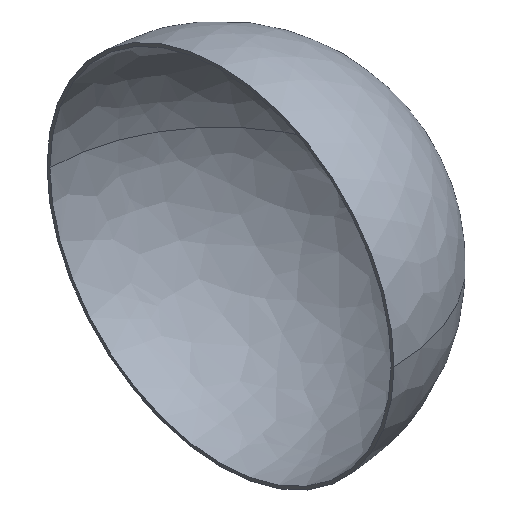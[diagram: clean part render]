
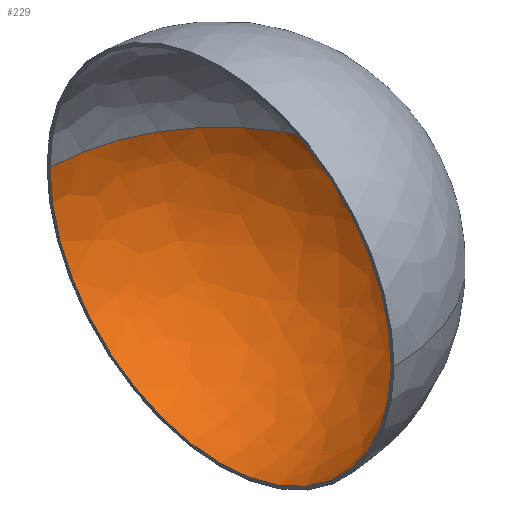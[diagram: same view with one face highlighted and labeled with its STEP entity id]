
A CAD part, isometric view. The second image highlights one B-rep face of the part: STEP entity #229.
In plain terms, the highlighted free-form (B-spline) face has degree [3, 3] with [4, 7] control points.
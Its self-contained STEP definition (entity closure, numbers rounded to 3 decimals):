
#22=CARTESIAN_POINT('#22',(0.0,59.,0.0));
#23=VERTEX_POINT('#23',#22);
#24=CARTESIAN_POINT('#24',(0.0,-59.,0.0));
#25=VERTEX_POINT('#25',#24);
#26=CARTESIAN_POINT('#26',(59.,0.0,0.0));
#27=VERTEX_POINT('#27',#26);
#48=CARTESIAN_POINT('#48',(0.0,0.0,0.0));
#49=DIRECTION('#49',(1.0,0.0,0.0));
#50=DIRECTION('#50',(0.0,0.0,-1.));
#51=AXIS2_PLACEMENT_3D('#51',#48,#49,#50);
#52=CIRCLE('#52',#51,59.);
#58=CARTESIAN_POINT('#58',(0.0,0.0,0.0));
#59=DIRECTION('#59',(0.0,0.0,-1.));
#60=DIRECTION('#60',(-1.,0.0,0.0));
#61=AXIS2_PLACEMENT_3D('#61',#58,#59,#60);
#62=CIRCLE('#62',#61,59.);
#63=CARTESIAN_POINT('#63',(0.0,0.0,0.0));
#64=DIRECTION('#64',(0.0,0.0,1.0));
#65=DIRECTION('#65',(1.0,0.0,0.0));
#66=AXIS2_PLACEMENT_3D('#66',#63,#64,#65);
#67=CIRCLE('#67',#66,59.);
#72=EDGE_CURVE('#72',#25,#23,#52,.T.);
#74=EDGE_CURVE('#74',#23,#27,#62,.T.);
#75=EDGE_CURVE('#75',#25,#27,#67,.T.);
#195=ORIENTED_EDGE('#195',*,*,#75,.T.);
#196=ORIENTED_EDGE('#196',*,*,#74,.F.);
#197=ORIENTED_EDGE('#197',*,*,#72,.F.);
#198=EDGE_LOOP('#198',(#195,#196,#197));
#199=FACE_BOUND('#199',#198,.T.);
#200=CARTESIAN_POINT('#200',(0.0,-59.,0.0));
#201=CARTESIAN_POINT('#201',(0.0,-59.,-34.571));
#202=CARTESIAN_POINT('#202',(0.0,-34.552,-59.));
#203=CARTESIAN_POINT('#203',(0.0,0.0,-59.));
#204=CARTESIAN_POINT('#204',(0.0,34.552,-59.));
#205=CARTESIAN_POINT('#205',(0.0,59.,-34.571));
#206=CARTESIAN_POINT('#206',(0.0,59.,0.0));
#207=CARTESIAN_POINT('#207',(34.566,-59.,0.0));
#208=CARTESIAN_POINT('#208',(34.566,-59.,-34.571));
#209=CARTESIAN_POINT('#209',(34.566,-34.552,-59.));
#210=CARTESIAN_POINT('#210',(34.566,0.0,-59.));
#211=CARTESIAN_POINT('#211',(34.566,34.552,-59.));
#212=CARTESIAN_POINT('#212',(34.566,59.,-34.571));
#213=CARTESIAN_POINT('#213',(34.566,59.,0.0));
#214=CARTESIAN_POINT('#214',(59.,-34.557,0.0));
#215=CARTESIAN_POINT('#215',(59.,-34.557,-20.248));
#216=CARTESIAN_POINT('#216',(59.,-20.237,-34.557));
#217=CARTESIAN_POINT('#217',(59.,0.0,-34.557));
#218=CARTESIAN_POINT('#218',(59.,20.237,-34.557));
#219=CARTESIAN_POINT('#219',(59.,34.557,-20.248));
#220=CARTESIAN_POINT('#220',(59.,34.557,0.0));
#221=CARTESIAN_POINT('#221',(59.,0.0,0.0));
#222=CARTESIAN_POINT('#222',(59.,0.0,0.0));
#223=CARTESIAN_POINT('#223',(59.,0.0,0.0));
#224=CARTESIAN_POINT('#224',(59.,0.0,0.0));
#225=CARTESIAN_POINT('#225',(59.,0.0,0.0));
#226=CARTESIAN_POINT('#226',(59.,0.0,0.0));
#227=CARTESIAN_POINT('#227',(59.,0.0,0.0));
#228=(BOUNDED_SURFACE()B_SPLINE_SURFACE(3,3,((#200,#201,#202,#203,#204,#205,#206
),(#207,#208,#209,#210,#211,#212,#213),(#214,#215,#216,#217,#218,#219,#220),(
#221,#222,#223,#224,#225,#226,#227)),.UNSPECIFIED.,.F.,.F.,.F.)
B_SPLINE_SURFACE_WITH_KNOTS((4,4),(4,3,4),(0.001,1.0),(0.001,
0.5,0.999),.UNSPECIFIED.)GEOMETRIC_REPRESENTATION_ITEM()
RATIONAL_B_SPLINE_SURFACE(((0.998,0.803,0.804,
0.999,0.804,0.803,0.998),(0.803,
0.647,0.647,0.804,0.647,0.647,
0.803),(0.804,0.647,0.647,0.805,
0.647,0.647,0.804),(0.999,0.804,
0.804,1.0,0.804,0.804,0.999)))
REPRESENTATION_ITEM('#228')SURFACE());
#229=ADVANCED_FACE('#229',(#199),#228,.T.);
